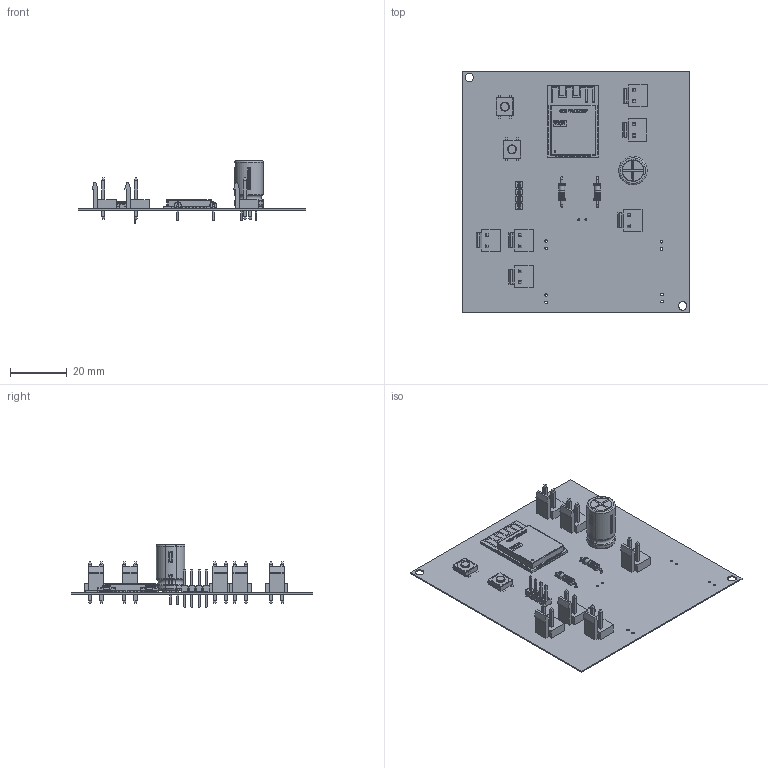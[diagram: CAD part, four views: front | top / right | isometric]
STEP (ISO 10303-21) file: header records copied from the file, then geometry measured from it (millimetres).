
FILE_DESCRIPTION(('Open CASCADE Model'),'2;1');
FILE_NAME('Open CASCADE Shape Model','2023-06-15T14:23:01',('Author'),( 'Open CASCADE'),'Open CASCADE STEP processor 6.8','Open CASCADE 6.8' ,'Unknown');
FILE_SCHEMA(('AUTOMOTIVE_DESIGN { 1 0 10303 214 1 1 1 1 }'));
Length unit declared in the file: millimetre
Products named in the file (47): PCB; Board; Open CASCADE STEP translator 6.8 1.1.1; SDA_SCL; User_Library-B2P-VH; User_Library-B2P-VH_B2P-body_white; User_Library-B2P-VH_PinVH; Analog_Inputs; Power_Header_ESP32; Mircophone; LCD; 3.3Converter; RESET_Switch; 4304x10258x6; base; top_cover; R2; Res_vishay_MBB0207VD2500BC100_eec; 1; 2; 3; 4; 5; 6; Body; Vishay; R1; ESP32-WROOM-32D; UNK_Espressif_Systems_ESP32-WROOM-32D_eec; pcb; pads; antenna; shell; logo; C2; C1; Cap_Panasonic_EEUTA1J470_eec; body; marking; bottom ...
Assembly tree (54 placements, depth 4):
  PCB
    Board
      Open CASCADE STEP translator 6.8 1.1.1
    SDA_SCL
      User_Library-B2P-VH
        User_Library-B2P-VH_B2P-body_white
        User_Library-B2P-VH_PinVH  x2
    Analog_Inputs
      User_Library-B2P-VH
        User_Library-B2P-VH_B2P-body_white
        User_Library-B2P-VH_PinVH  x2
    Power_Header_ESP32
      User_Library-B2P-VH
        User_Library-B2P-VH_B2P-body_white
        User_Library-B2P-VH_PinVH  x2
    Mircophone
      User_Library-B2P-VH
        User_Library-B2P-VH_B2P-body_white
        User_Library-B2P-VH_PinVH  x2
    LCD
      User_Library-B2P-VH
        User_Library-B2P-VH_B2P-body_white
        User_Library-B2P-VH_PinVH  x2
    3.3Converter
      User_Library-B2P-VH
        User_Library-B2P-VH_B2P-body_white
        User_Library-B2P-VH_PinVH  x2
    RESET_Switch
      4304x10258x6
        base
        top_cover
    R2
      Res_vishay_MBB0207VD2500BC100_eec
        1
        2
        3
        4
        5
        6
        Body
        Vishay
    R1
      Res_vishay_MBB0207VD2500BC100_eec
        1
        2
        3
        4
        5
        6
        Body
        Vishay
    ESP32-WROOM-32D
      UNK_Espressif_Systems_ESP32-WROOM-32D_eec
        pcb
        pads
        antenna
        shell
        logo
    C2
    C1
Bounding box: 80 x 85 x 22.08 mm (x, y, z)
Volume: 6370.6 mm3; surface area: 20905.8 mm2
Topology: 139 solids, 139 shells, 2444 faces, 6133 edges, 3985 vertices
Faces by surface type: plane 1897, cylinder 281, bspline 205, torus 53, sphere 8
Full cylindrical faces by diameter (mm): 0.5 x2, 0.6 x31, 0.7 x2, 0.75 x4, 0.8 x2, 0.9 x8, 1.02 x4, 1.65 x12, 2.2 x22, 2.5 x4, 3 x4, 3.15 x2, 7.5 x2
Entity records: 62072 total; most frequent: CARTESIAN_POINT 14250, ORIENTED_EDGE 9596, DIRECTION 8549, EDGE_CURVE 4798, LINE 3789, VECTOR 3789, VERTEX_POINT 3136, AXIS2_PLACEMENT_3D 2380
